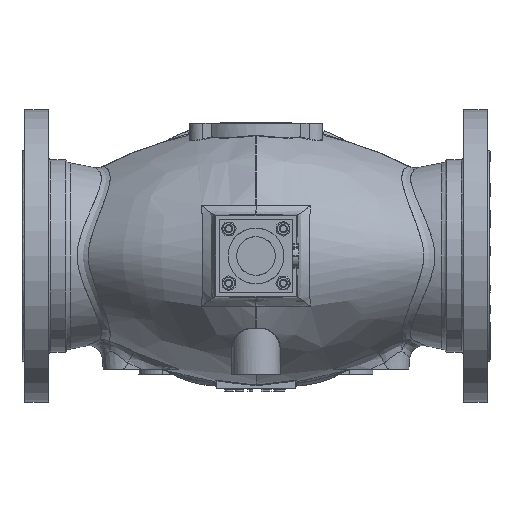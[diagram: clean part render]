
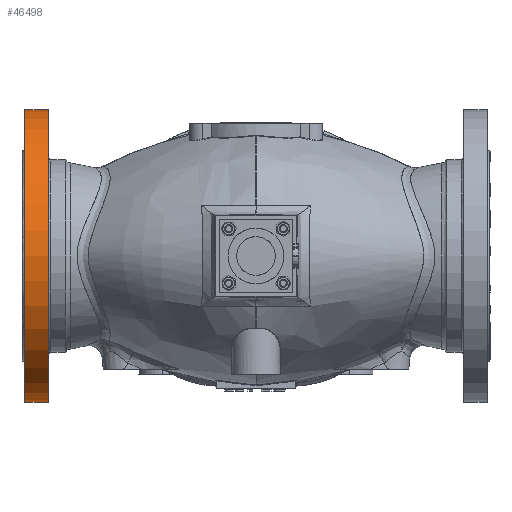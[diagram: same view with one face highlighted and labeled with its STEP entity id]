
A CAD part, front view. The second image highlights one B-rep face of the part: STEP entity #46498.
In plain terms, the highlighted cylindrical face has radius 110 mm (diameter 220 mm), a partial arc.
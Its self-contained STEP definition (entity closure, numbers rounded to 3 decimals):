
#5877 = LINE ( 'NONE', #76601, #128477 ) ;
#12705 = EDGE_CURVE ( 'NONE', #116052, #130179, #89680, .T. ) ;
#12965 = ORIENTED_EDGE ( 'NONE', *, *, #66960, .T. ) ;
#20260 = CARTESIAN_POINT ( 'NONE',  ( -156., 0., 110. ) ) ;
#29697 = CARTESIAN_POINT ( 'NONE',  ( -140.5, 0., 0. ) ) ;
#29734 = DIRECTION ( 'NONE',  ( 0., 0., 1. ) ) ;
#30091 = DIRECTION ( 'NONE',  ( -1., 0., 0. ) ) ;
#30971 = CARTESIAN_POINT ( 'NONE',  ( -174., 0., -110. ) ) ;
#36863 = DIRECTION ( 'NONE',  ( 1., 0., 0. ) ) ;
#42328 = EDGE_CURVE ( 'NONE', #130179, #44672, #5877, .T. ) ;
#43675 = AXIS2_PLACEMENT_3D ( 'NONE', #58820, #141969, #70637 ) ;
#44108 = VECTOR ( 'NONE', #90636, 1000. ) ;
#44672 = VERTEX_POINT ( 'NONE', #95340 ) ;
#46498 = ADVANCED_FACE ( 'NONE', ( #54556 ), #145679, .T. ) ;
#52806 = CARTESIAN_POINT ( 'NONE',  ( -156., 0., -110. ) ) ;
#54556 = FACE_OUTER_BOUND ( 'NONE', #107640, .T. ) ;
#58820 = CARTESIAN_POINT ( 'NONE',  ( -156., 0., 0. ) ) ;
#66105 = AXIS2_PLACEMENT_3D ( 'NONE', #29697, #30091, #29734 ) ;
#66960 = EDGE_CURVE ( 'NONE', #44672, #71581, #134289, .T. ) ;
#70637 = DIRECTION ( 'NONE',  ( 0., 0., 1. ) ) ;
#71581 = VERTEX_POINT ( 'NONE', #30971 ) ;
#75787 = DIRECTION ( 'NONE',  ( -1., 0., 0. ) ) ;
#76601 = CARTESIAN_POINT ( 'NONE',  ( -140.5, 0., 110. ) ) ;
#80690 = ORIENTED_EDGE ( 'NONE', *, *, #109260, .T. ) ;
#88028 = ORIENTED_EDGE ( 'NONE', *, *, #12705, .T. ) ;
#89680 = CIRCLE ( 'NONE', #43675, 110. ) ;
#90636 = DIRECTION ( 'NONE',  ( 1., 0., 0. ) ) ;
#94017 = ORIENTED_EDGE ( 'NONE', *, *, #42328, .T. ) ;
#95340 = CARTESIAN_POINT ( 'NONE',  ( -174., 0., 110. ) ) ;
#107640 = EDGE_LOOP ( 'NONE', ( #94017, #12965, #80690, #88028 ) ) ;
#107766 = CARTESIAN_POINT ( 'NONE',  ( -174., 0., 0. ) ) ;
#109260 = EDGE_CURVE ( 'NONE', #71581, #116052, #135143, .T. ) ;
#116052 = VERTEX_POINT ( 'NONE', #52806 ) ;
#119745 = DIRECTION ( 'NONE',  ( 0., 0., 1. ) ) ;
#125591 = CARTESIAN_POINT ( 'NONE',  ( -140.5, 0., -110. ) ) ;
#128477 = VECTOR ( 'NONE', #75787, 1000. ) ;
#130179 = VERTEX_POINT ( 'NONE', #20260 ) ;
#133597 = AXIS2_PLACEMENT_3D ( 'NONE', #107766, #36863, #119745 ) ;
#134289 = CIRCLE ( 'NONE', #133597, 110. ) ;
#135143 = LINE ( 'NONE', #125591, #44108 ) ;
#141969 = DIRECTION ( 'NONE',  ( -1., 0., 0. ) ) ;
#145679 = CYLINDRICAL_SURFACE ( 'NONE', #66105, 110. ) ;
